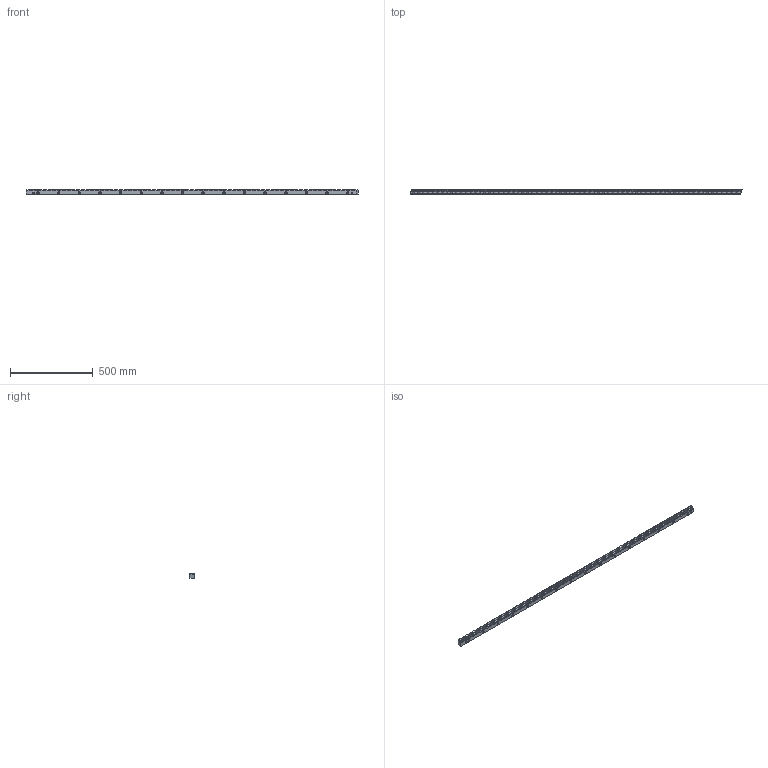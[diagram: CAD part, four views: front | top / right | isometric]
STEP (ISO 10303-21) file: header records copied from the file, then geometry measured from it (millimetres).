
FILE_DESCRIPTION(('STEP AP214'),'1');
FILE_NAME('145-030-220.stp','2017-06-02T08:53:45',('TraceParts'),('TraceParts S.A.'),'Spatial InterOp 3D',' ',' ');
FILE_SCHEMA(('automotive_design'));
Length unit declared in the file: millimetre
Products named in the file (1): 145-030-220
Bounding box: 2009.95 x 30 x 29.75 mm (x, y, z)
Volume: 1535125.6 mm3; surface area: 301598.5 mm2
Topology: 1 solids, 1 shells, 891 faces, 2619 edges, 1746 vertices
Faces by surface type: plane 823, cylinder 68
Entity records: 36354 total; most frequent: CARTESIAN_POINT 5257, ORIENTED_EDGE 5238, DIRECTION 4539, EDGE_CURVE 2619, LINE 2483, VECTOR 2483, VERTEX_POINT 1746, AXIS2_PLACEMENT_3D 1028
